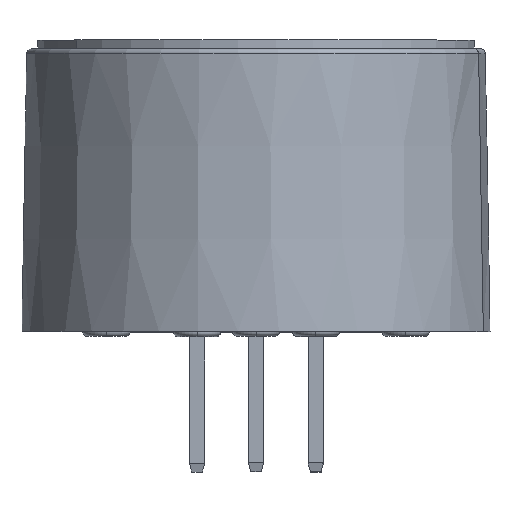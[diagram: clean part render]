
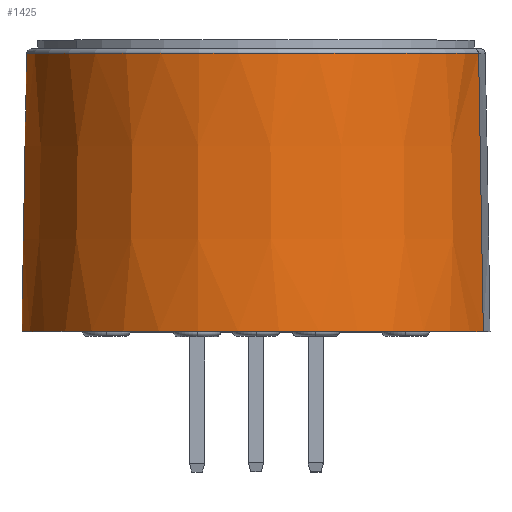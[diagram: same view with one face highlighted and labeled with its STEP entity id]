
A CAD part, top view. The second image highlights one B-rep face of the part: STEP entity #1425.
In plain terms, the highlighted conical face has half-angle 1 degrees and reference radius 9.75 mm.
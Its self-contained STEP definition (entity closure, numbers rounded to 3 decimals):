
#251 = DIRECTION ( 'NONE',  ( 0.969, 0., 0.249 ) ) ;
#256 = VECTOR ( 'NONE', #3559, 1000. ) ;
#336 = VERTEX_POINT ( 'NONE', #3028 ) ;
#360 = DIRECTION ( 'NONE',  ( 0., -1., 0. ) ) ;
#582 = DIRECTION ( 'NONE',  ( -0.969, 0., -0.249 ) ) ;
#632 = CARTESIAN_POINT ( 'NONE',  ( 0., -2.8, 0. ) ) ;
#780 = CONICAL_SURFACE ( 'NONE', #2123, 9.75, 0.017 ) ;
#843 = VERTEX_POINT ( 'NONE', #2497 ) ;
#942 = FACE_OUTER_BOUND ( 'NONE', #3457, .T. ) ;
#1177 = EDGE_CURVE ( 'NONE', #3578, #843, #2895, .T. ) ;
#1178 = VERTEX_POINT ( 'NONE', #4119 ) ;
#1201 = AXIS2_PLACEMENT_3D ( 'NONE', #4502, #4134, #582 ) ;
#1309 = ORIENTED_EDGE ( 'NONE', *, *, #3687, .F. ) ;
#1328 = CARTESIAN_POINT ( 'NONE',  ( 9.443, 9.2, 2.426 ) ) ;
#1425 = ADVANCED_FACE ( 'NONE', ( #942 ), #780, .T. ) ;
#1708 = EDGE_CURVE ( 'NONE', #1178, #336, #3715, .T. ) ;
#1845 = ORIENTED_EDGE ( 'NONE', *, *, #2079, .T. ) ;
#2079 = EDGE_CURVE ( 'NONE', #843, #336, #4212, .T. ) ;
#2123 = AXIS2_PLACEMENT_3D ( 'NONE', #2890, #360, #3561 ) ;
#2314 = ORIENTED_EDGE ( 'NONE', *, *, #1708, .F. ) ;
#2488 = CARTESIAN_POINT ( 'NONE',  ( -9.443, 9.2, -2.426 ) ) ;
#2497 = CARTESIAN_POINT ( 'NONE',  ( -9.447, 9.003, -2.427 ) ) ;
#2890 = CARTESIAN_POINT ( 'NONE',  ( 0., 9.2, 0. ) ) ;
#2895 = CIRCLE ( 'NONE', #1201, 9.753 ) ;
#3028 = CARTESIAN_POINT ( 'NONE',  ( -9.646, -2.8, -2.478 ) ) ;
#3038 = ORIENTED_EDGE ( 'NONE', *, *, #1177, .T. ) ;
#3378 = LINE ( 'NONE', #1328, #3847 ) ;
#3457 = EDGE_LOOP ( 'NONE', ( #3038, #1845, #2314, #1309 ) ) ;
#3559 = DIRECTION ( 'NONE',  ( -0.017, -1., -0.004 ) ) ;
#3561 = DIRECTION ( 'NONE',  ( 0.969, 0., 0.249 ) ) ;
#3578 = VERTEX_POINT ( 'NONE', #4121 ) ;
#3687 = EDGE_CURVE ( 'NONE', #3578, #1178, #3378, .T. ) ;
#3715 = CIRCLE ( 'NONE', #4509, 9.959 ) ;
#3807 = DIRECTION ( 'NONE',  ( 0.017, -1., 0.004 ) ) ;
#3847 = VECTOR ( 'NONE', #3807, 1000. ) ;
#4119 = CARTESIAN_POINT ( 'NONE',  ( 9.646, -2.8, 2.478 ) ) ;
#4121 = CARTESIAN_POINT ( 'NONE',  ( 9.447, 9.003, 2.427 ) ) ;
#4134 = DIRECTION ( 'NONE',  ( 0., -1., 0. ) ) ;
#4212 = LINE ( 'NONE', #2488, #256 ) ;
#4502 = CARTESIAN_POINT ( 'NONE',  ( 0., 9.003, 0. ) ) ;
#4509 = AXIS2_PLACEMENT_3D ( 'NONE', #632, #4547, #251 ) ;
#4547 = DIRECTION ( 'NONE',  ( 0., -1., 0. ) ) ;
